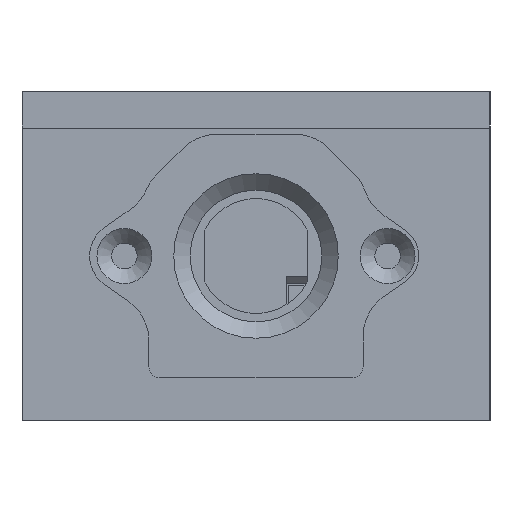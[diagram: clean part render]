
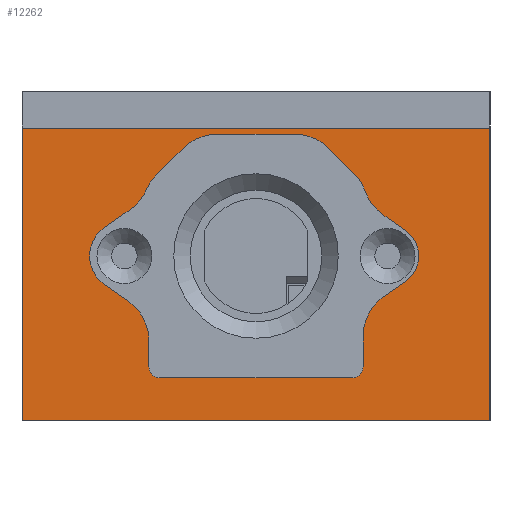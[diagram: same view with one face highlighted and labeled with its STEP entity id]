
A CAD part, left-side view. The second image highlights one B-rep face of the part: STEP entity #12262.
In plain terms, the highlighted planar face has unit normal (-1, 0, 0).
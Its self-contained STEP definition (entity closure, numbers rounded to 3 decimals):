
#666=FACE_BOUND('',#2041,.T.);
#667=FACE_BOUND('',#2042,.T.);
#668=FACE_BOUND('',#2043,.T.);
#746=CIRCLE('',#12865,2.35);
#748=CIRCLE('',#12874,2.35);
#1326=FACE_OUTER_BOUND('',#2040,.T.);
#2040=EDGE_LOOP('',(#9831,#9832,#9833,#9834));
#2041=EDGE_LOOP('',(#9835));
#2042=EDGE_LOOP('',(#9836,#9837,#9838,#9839,#9840,#9841));
#2043=EDGE_LOOP('',(#9842));
#2481=LINE('',#16329,#3729);
#2930=LINE('',#19589,#4178);
#3074=LINE('',#19916,#4322);
#3077=LINE('',#19922,#4325);
#3080=LINE('',#19928,#4328);
#3083=LINE('',#19934,#4331);
#3086=LINE('',#19940,#4334);
#3089=LINE('',#19944,#4337);
#3104=LINE('',#20049,#4352);
#3105=LINE('',#20051,#4353);
#3729=VECTOR('',#13502,10.);
#4178=VECTOR('',#14253,10.);
#4322=VECTOR('',#14527,10.);
#4325=VECTOR('',#14532,10.);
#4328=VECTOR('',#14537,10.);
#4331=VECTOR('',#14542,10.);
#4334=VECTOR('',#14547,10.);
#4337=VECTOR('',#14552,10.);
#4352=VECTOR('',#14705,10.);
#4353=VECTOR('',#14708,10.);
#4970=VERTEX_POINT('',#16326);
#4971=VERTEX_POINT('',#16328);
#5425=VERTEX_POINT('',#19588);
#5520=VERTEX_POINT('',#19904);
#5524=VERTEX_POINT('',#19913);
#5525=VERTEX_POINT('',#19915);
#5527=VERTEX_POINT('',#19921);
#5529=VERTEX_POINT('',#19927);
#5531=VERTEX_POINT('',#19933);
#5533=VERTEX_POINT('',#19939);
#5534=VERTEX_POINT('',#19946);
#5548=VERTEX_POINT('',#20047);
#6170=EDGE_CURVE('',#4970,#4971,#2481,.T.);
#6859=EDGE_CURVE('',#5425,#4971,#2930,.T.);
#7009=EDGE_CURVE('',#5520,#5520,#746,.T.);
#7014=EDGE_CURVE('',#5525,#5524,#3074,.T.);
#7017=EDGE_CURVE('',#5527,#5525,#3077,.T.);
#7020=EDGE_CURVE('',#5529,#5527,#3080,.T.);
#7023=EDGE_CURVE('',#5531,#5529,#3083,.T.);
#7026=EDGE_CURVE('',#5533,#5531,#3086,.T.);
#7029=EDGE_CURVE('',#5524,#5533,#3089,.T.);
#7030=EDGE_CURVE('',#5534,#5534,#748,.T.);
#7072=EDGE_CURVE('',#5548,#4970,#3104,.T.);
#7073=EDGE_CURVE('',#5425,#5548,#3105,.T.);
#9831=ORIENTED_EDGE('',*,*,#7072,.F.);
#9832=ORIENTED_EDGE('',*,*,#7073,.F.);
#9833=ORIENTED_EDGE('',*,*,#6859,.T.);
#9834=ORIENTED_EDGE('',*,*,#6170,.F.);
#9835=ORIENTED_EDGE('',*,*,#7009,.T.);
#9836=ORIENTED_EDGE('',*,*,#7023,.T.);
#9837=ORIENTED_EDGE('',*,*,#7020,.T.);
#9838=ORIENTED_EDGE('',*,*,#7017,.T.);
#9839=ORIENTED_EDGE('',*,*,#7014,.T.);
#9840=ORIENTED_EDGE('',*,*,#7029,.T.);
#9841=ORIENTED_EDGE('',*,*,#7026,.T.);
#9842=ORIENTED_EDGE('',*,*,#7030,.T.);
#11706=PLANE('',#12942);
#12262=ADVANCED_FACE('',(#1326,#666,#667,#668),#11706,.T.);
#12865=AXIS2_PLACEMENT_3D('',#19905,#14518,#14519);
#12874=AXIS2_PLACEMENT_3D('',#19947,#14555,#14556);
#12942=AXIS2_PLACEMENT_3D('',#20050,#14706,#14707);
#13502=DIRECTION('',(0.,-1.,0.));
#14253=DIRECTION('',(0.,0.,1.));
#14518=DIRECTION('center_axis',(1.,0.,0.));
#14519=DIRECTION('ref_axis',(0.,-1.,0.));
#14527=DIRECTION('',(0.,0.,-1.));
#14532=DIRECTION('',(0.,-0.707,-0.707));
#14537=DIRECTION('',(0.,-1.,0.));
#14542=DIRECTION('',(0.,-0.707,0.707));
#14547=DIRECTION('',(0.,0.,1.));
#14552=DIRECTION('',(0.,1.,0.));
#14555=DIRECTION('center_axis',(1.,0.,0.));
#14556=DIRECTION('ref_axis',(0.,-1.,0.));
#14705=DIRECTION('',(0.,0.,1.));
#14706=DIRECTION('center_axis',(-1.,0.,0.));
#14707=DIRECTION('ref_axis',(0.,1.,0.));
#14708=DIRECTION('',(0.,1.,0.));
#16326=CARTESIAN_POINT('',(-184.,32.,35.));
#16328=CARTESIAN_POINT('',(-184.,-32.,35.));
#16329=CARTESIAN_POINT('',(-184.,32.,35.));
#19588=CARTESIAN_POINT('',(-184.,-32.,-5.));
#19589=CARTESIAN_POINT('',(-184.,-32.,0.));
#19904=CARTESIAN_POINT('',(-184.,20.35,17.5));
#19905=CARTESIAN_POINT('Origin',(-184.,18.,17.5));
#19913=CARTESIAN_POINT('',(-184.,-13.65,1.85));
#19915=CARTESIAN_POINT('',(-184.,-13.65,27.15));
#19916=CARTESIAN_POINT('',(-184.,-13.65,13.575));
#19921=CARTESIAN_POINT('',(-184.,-7.65,33.15));
#19922=CARTESIAN_POINT('',(-184.,-22.025,18.775));
#19927=CARTESIAN_POINT('',(-184.,7.65,33.15));
#19928=CARTESIAN_POINT('',(-184.,-12.175,33.15));
#19933=CARTESIAN_POINT('',(-184.,13.65,27.15));
#19934=CARTESIAN_POINT('',(-184.,9.025,31.775));
#19939=CARTESIAN_POINT('',(-184.,13.65,1.85));
#19940=CARTESIAN_POINT('',(-184.,13.65,0.925));
#19944=CARTESIAN_POINT('',(-184.,-22.825,1.85));
#19946=CARTESIAN_POINT('',(-184.,-15.65,17.5));
#19947=CARTESIAN_POINT('Origin',(-184.,-18.,17.5));
#20047=CARTESIAN_POINT('',(-184.,32.,-5.));
#20049=CARTESIAN_POINT('',(-184.,32.,0.));
#20050=CARTESIAN_POINT('Origin',(-184.,-32.,0.));
#20051=CARTESIAN_POINT('',(-184.,32.,-5.));
